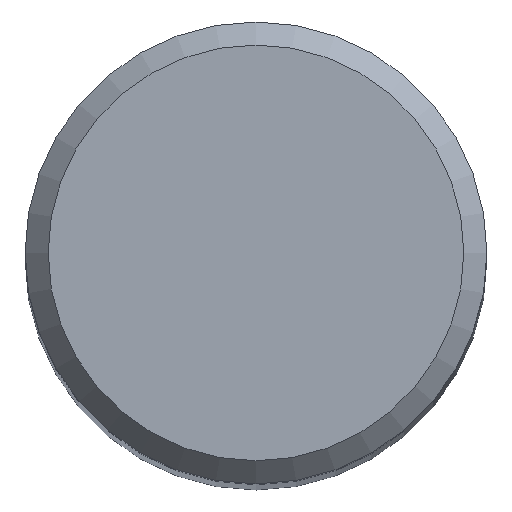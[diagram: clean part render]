
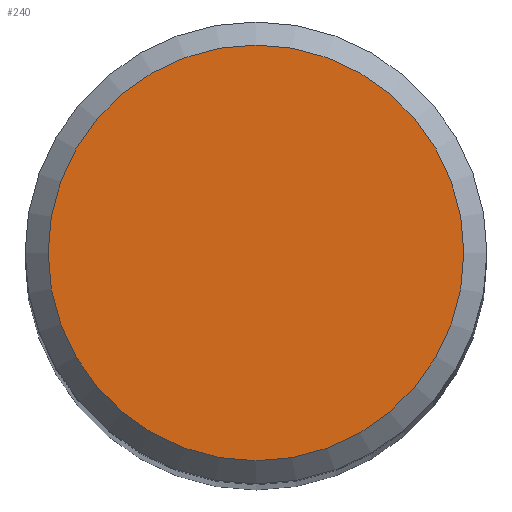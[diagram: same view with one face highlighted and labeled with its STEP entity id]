
A CAD part, top view. The second image highlights one B-rep face of the part: STEP entity #240.
In plain terms, the highlighted planar face has unit normal (0, 0, 1).
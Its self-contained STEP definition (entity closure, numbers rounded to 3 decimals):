
#200 = VERTEX_POINT('', #201);
#201 = CARTESIAN_POINT('', (-3.15, 0., 0.));
#207 = EDGE_CURVE('', #200, #200, #208, .T.);
#208 = CIRCLE('', #209, 3.15);
#209 = AXIS2_PLACEMENT_3D('', #210, #211, #212);
#210 = CARTESIAN_POINT('', (0., 0., 0.));
#211 = DIRECTION('', (0., 0., -1.));
#212 = DIRECTION('', (-1., 0., 0.));
#240 = ADVANCED_FACE('', (#241), #244, .T.);
#241 = FACE_OUTER_BOUND('', #242, .T.);
#242 = EDGE_LOOP('', (#243));
#243 = ORIENTED_EDGE('', *, *, #207, .F.);
#244 = PLANE('', #245);
#245 = AXIS2_PLACEMENT_3D('', #246, #247, #248);
#246 = CARTESIAN_POINT('', (4.9, -4.9, 0.));
#247 = DIRECTION('', (0., 0., 1.));
#248 = DIRECTION('', (0., 1., 0.));
